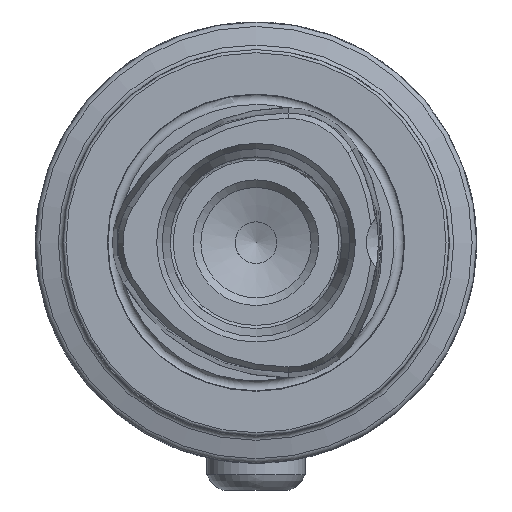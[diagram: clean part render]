
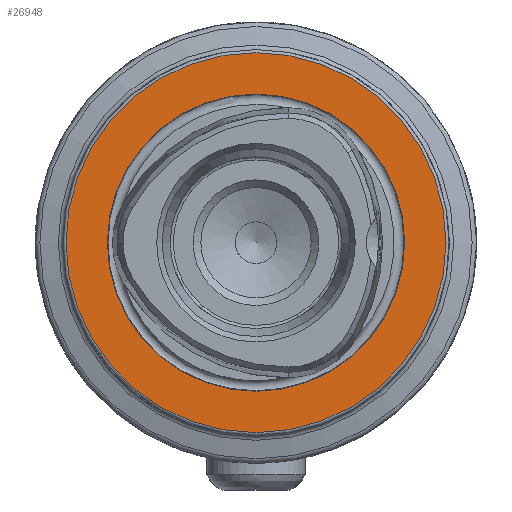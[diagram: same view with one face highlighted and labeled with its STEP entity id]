
A CAD part, left-side view. The second image highlights one B-rep face of the part: STEP entity #26948.
In plain terms, the highlighted planar face has unit normal (-1, 0, 0).
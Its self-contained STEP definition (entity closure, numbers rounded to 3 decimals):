
#148 = EDGE_LOOP ( 'NONE', ( #9103 ) ) ;
#1041 = DIRECTION ( 'NONE',  ( -1., 0., 0. ) ) ;
#3056 = DIRECTION ( 'NONE',  ( 0., 0., -1. ) ) ;
#3377 = DIRECTION ( 'NONE',  ( 1., 0., 0. ) ) ;
#6426 = EDGE_LOOP ( 'NONE', ( #9523 ) ) ;
#6504 = EDGE_CURVE ( 'NONE', #26183, #26183, #19040, .T. ) ;
#9103 = ORIENTED_EDGE ( 'NONE', *, *, #6504, .T. ) ;
#9320 = AXIS2_PLACEMENT_3D ( 'NONE', #18668, #21021, #13738 ) ;
#9523 = ORIENTED_EDGE ( 'NONE', *, *, #31093, .F. ) ;
#9929 = CARTESIAN_POINT ( 'NONE',  ( 0., 0., 24.25 ) ) ;
#10614 = DIRECTION ( 'NONE',  ( 0., 0., 1. ) ) ;
#11423 = CARTESIAN_POINT ( 'NONE',  ( 0., 0., 31. ) ) ;
#12425 = PLANE ( 'NONE',  #30612 ) ;
#13738 = DIRECTION ( 'NONE',  ( 0., 0., 1. ) ) ;
#17294 = VERTEX_POINT ( 'NONE', #9929 ) ;
#17974 = FACE_OUTER_BOUND ( 'NONE', #148, .T. ) ;
#18668 = CARTESIAN_POINT ( 'NONE',  ( 0., 0., 0. ) ) ;
#19040 = CIRCLE ( 'NONE', #9320, 31. ) ;
#19826 = CARTESIAN_POINT ( 'NONE',  ( 0., 24.25, 0. ) ) ;
#20277 = FACE_BOUND ( 'NONE', #6426, .T. ) ;
#20885 = CIRCLE ( 'NONE', #23929, 24.25 ) ;
#21021 = DIRECTION ( 'NONE',  ( -1., 0., 0. ) ) ;
#23929 = AXIS2_PLACEMENT_3D ( 'NONE', #28645, #1041, #10614 ) ;
#26183 = VERTEX_POINT ( 'NONE', #11423 ) ;
#26948 = ADVANCED_FACE ( 'NONE', ( #20277, #17974 ), #12425, .F. ) ;
#28645 = CARTESIAN_POINT ( 'NONE',  ( 0., 0., 0. ) ) ;
#30612 = AXIS2_PLACEMENT_3D ( 'NONE', #19826, #3377, #3056 ) ;
#31093 = EDGE_CURVE ( 'NONE', #17294, #17294, #20885, .T. ) ;
